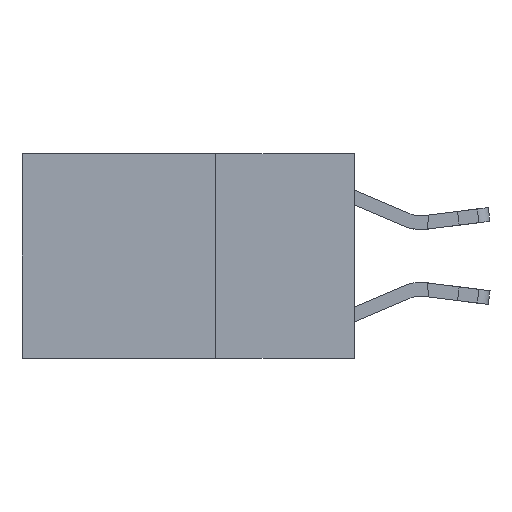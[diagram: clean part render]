
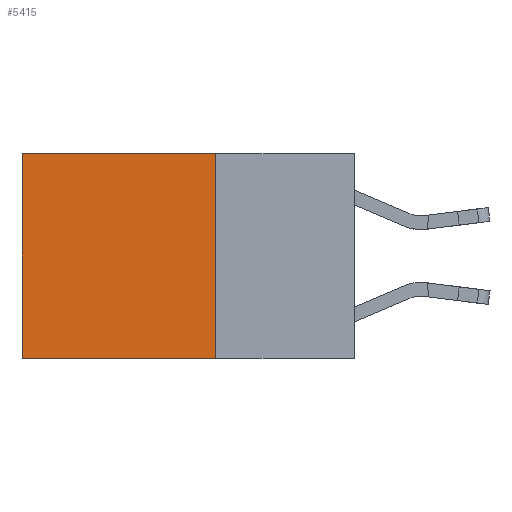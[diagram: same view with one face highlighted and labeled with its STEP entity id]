
A CAD part, left-side view. The second image highlights one B-rep face of the part: STEP entity #5415.
In plain terms, the highlighted planar face has unit normal (-1, 0, 0).
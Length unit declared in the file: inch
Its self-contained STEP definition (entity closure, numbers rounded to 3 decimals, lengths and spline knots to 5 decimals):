
#56 = LINE ( 'NONE', #5663, #802 ) ;
#674 = EDGE_CURVE ( 'NONE', #16334, #7203, #11272, .T. ) ;
#802 = VECTOR ( 'NONE', #877, 39.37008 ) ;
#877 = DIRECTION ( 'NONE',  ( 0., 1., 0. ) ) ;
#1095 = CARTESIAN_POINT ( 'NONE',  ( 0.2625, 0.6, -0.37 ) ) ;
#1361 = DIRECTION ( 'NONE',  ( 0., 1., 0. ) ) ;
#1973 = EDGE_CURVE ( 'NONE', #10972, #14145, #56, .T. ) ;
#2231 = CARTESIAN_POINT ( 'NONE',  ( 0.2625, 0.25, 0. ) ) ;
#3778 = DIRECTION ( 'NONE',  ( 0., 0., -1. ) ) ;
#4146 = EDGE_CURVE ( 'NONE', #7203, #14145, #7177, .T. ) ;
#5415 = ADVANCED_FACE ( 'NONE', ( #14174 ), #13859, .F. ) ;
#5663 = CARTESIAN_POINT ( 'NONE',  ( 0.2625, 0.25, -0.37 ) ) ;
#5685 = CARTESIAN_POINT ( 'NONE',  ( 0.2625, 0.25, 0. ) ) ;
#5917 = CARTESIAN_POINT ( 'NONE',  ( 0.2625, 0.25, -0.37 ) ) ;
#7177 = LINE ( 'NONE', #13242, #8134 ) ;
#7203 = VERTEX_POINT ( 'NONE', #15878 ) ;
#7845 = ORIENTED_EDGE ( 'NONE', *, *, #4146, .T. ) ;
#8134 = VECTOR ( 'NONE', #16252, 39.37008 ) ;
#9238 = AXIS2_PLACEMENT_3D ( 'NONE', #16988, #18514, #10673 ) ;
#10673 = DIRECTION ( 'NONE',  ( 0., 0., -1. ) ) ;
#10773 = ORIENTED_EDGE ( 'NONE', *, *, #18071, .F. ) ;
#10972 = VERTEX_POINT ( 'NONE', #5917 ) ;
#11272 = LINE ( 'NONE', #5685, #14719 ) ;
#13242 = CARTESIAN_POINT ( 'NONE',  ( 0.2625, 0.6, 0. ) ) ;
#13457 = LINE ( 'NONE', #2231, #14692 ) ;
#13781 = EDGE_LOOP ( 'NONE', ( #7845, #17965, #10773, #18724 ) ) ;
#13859 = PLANE ( 'NONE',  #9238 ) ;
#14145 = VERTEX_POINT ( 'NONE', #1095 ) ;
#14174 = FACE_OUTER_BOUND ( 'NONE', #13781, .T. ) ;
#14692 = VECTOR ( 'NONE', #3778, 39.37008 ) ;
#14719 = VECTOR ( 'NONE', #1361, 39.37008 ) ;
#15878 = CARTESIAN_POINT ( 'NONE',  ( 0.2625, 0.6, 0. ) ) ;
#16252 = DIRECTION ( 'NONE',  ( 0., 0., -1. ) ) ;
#16334 = VERTEX_POINT ( 'NONE', #19337 ) ;
#16988 = CARTESIAN_POINT ( 'NONE',  ( 0.2625, 0.25, 0. ) ) ;
#17965 = ORIENTED_EDGE ( 'NONE', *, *, #1973, .F. ) ;
#18071 = EDGE_CURVE ( 'NONE', #16334, #10972, #13457, .T. ) ;
#18514 = DIRECTION ( 'NONE',  ( 1., 0., 0. ) ) ;
#18724 = ORIENTED_EDGE ( 'NONE', *, *, #674, .T. ) ;
#19337 = CARTESIAN_POINT ( 'NONE',  ( 0.2625, 0.25, 0. ) ) ;
